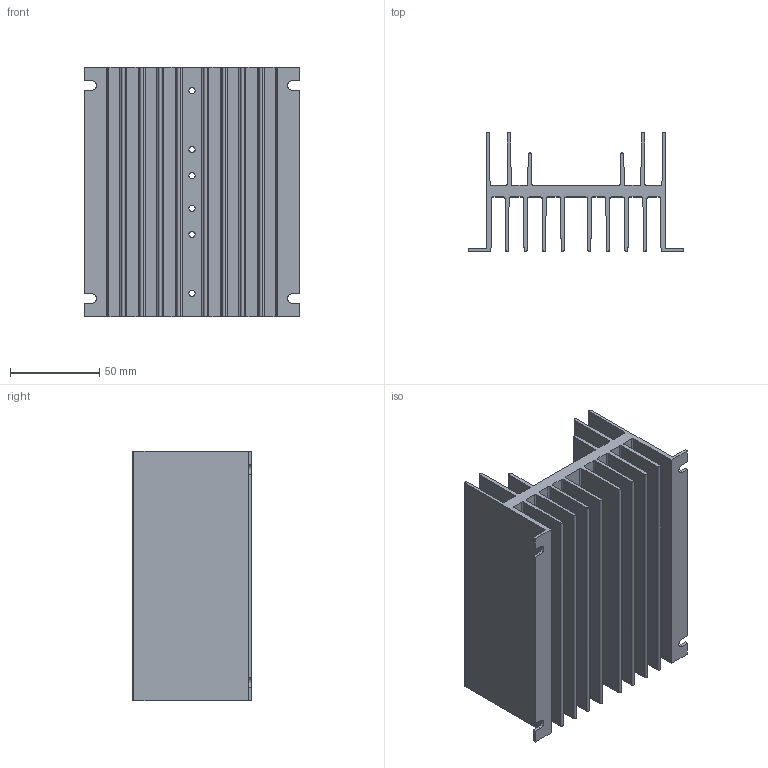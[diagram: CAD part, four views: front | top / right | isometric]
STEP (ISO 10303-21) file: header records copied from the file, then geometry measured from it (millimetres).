
FILE_DESCRIPTION((''),'2;1');
FILE_NAME('S1A5694301','2018-12-10T',('SESA46431'),('Schneider-Electric'),'PRO/ENGINEER BY PARAMETRIC TECHNOLOGY CORPORATION, 2015440','PRO/ENGINEER BY PARAMETRIC TECHNOLOGY CORPORATION, 2015440','');
FILE_SCHEMA(('CONFIG_CONTROL_DESIGN'));
Length unit declared in the file: millimetre
Products named in the file (1): S1A5694301
Bounding box: 120.65 x 66.8 x 139.7 mm (x, y, z)
Volume: 230223.9 mm3; surface area: 163730.2 mm2
Topology: 1 solids, 1 shells, 134 faces, 384 edges, 252 vertices
Faces by surface type: plane 64, cylinder 58, cone 12
Entity records: 4462 total; most frequent: DIRECTION 780, CARTESIAN_POINT 770, ORIENTED_EDGE 768, EDGE_CURVE 384, AXIS2_PLACEMENT_3D 262, VECTOR 256, LINE 256, VERTEX_POINT 252
